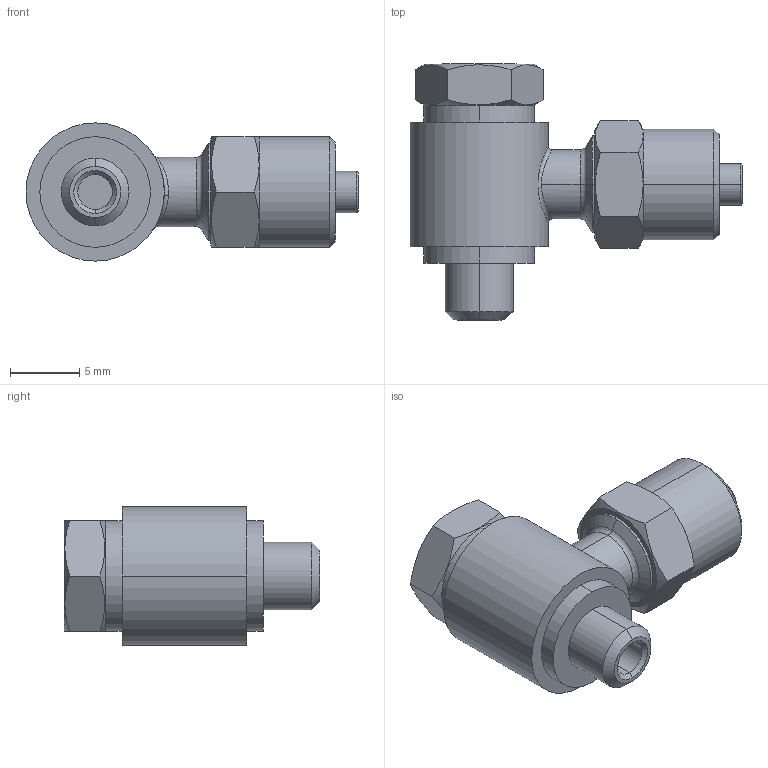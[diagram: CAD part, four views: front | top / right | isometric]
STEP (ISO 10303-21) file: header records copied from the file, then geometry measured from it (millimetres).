
FILE_DESCRIPTION(( 'MC.34.05.05.STEP' ), '1');
FILE_NAME( 'MC.34.05.05.STEP', '2018-10-02T08:58:30',( 'Sopra'),('sopra-pneumatic.com'), 'SwSTEP 2.0','SolidWorks 2009','' );
FILE_SCHEMA (( 'CONFIG_CONTROL_DESIGN' ));
Length unit declared in the file: millimetre
Products named in the file (1): 02240020
Bounding box: 24 x 18.5 x 10 mm (x, y, z)
Volume: 1477.1 mm3; surface area: 1250.4 mm2
Topology: 1 solids, 1 shells, 77 faces, 175 edges, 107 vertices
Faces by surface type: cone 26, plane 23, cylinder 22, torus 4, bspline 2
Entity records: 2706 total; most frequent: CARTESIAN_POINT 937, DIRECTION 353, ORIENTED_EDGE 350, EDGE_CURVE 175, AXIS2_PLACEMENT_3D 149, VERTEX_POINT 107, EDGE_LOOP 86, ADVANCED_FACE 77
